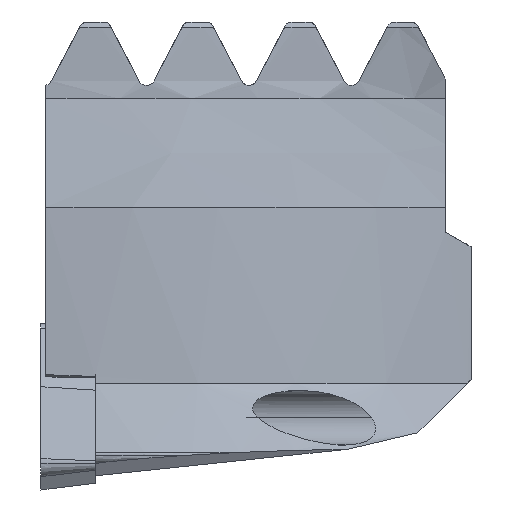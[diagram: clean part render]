
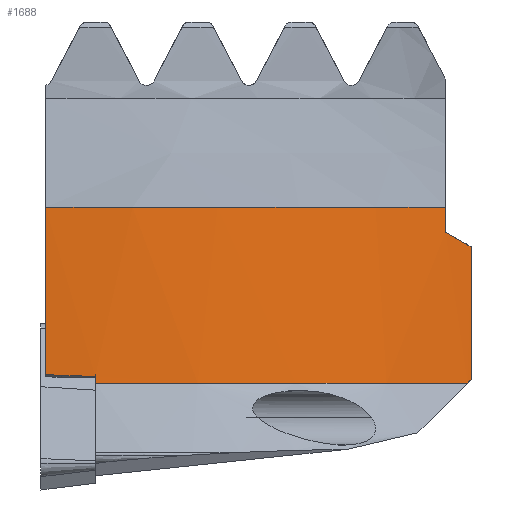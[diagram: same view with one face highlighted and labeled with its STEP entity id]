
A CAD part, left-side view. The second image highlights one B-rep face of the part: STEP entity #1688.
In plain terms, the highlighted cylindrical face has radius 36 mm (diameter 72 mm), a partial arc.
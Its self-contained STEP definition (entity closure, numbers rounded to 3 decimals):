
#1334=VERTEX_POINT('NONE',#3665);
#1460=VERTEX_POINT('NONE',#3804);
#1554=EDGE_CURVE('NONE',#2308,#2508,#3900,.T.);
#1688=ADVANCED_FACE('NONE',(#4052),#4053,.T.);
#1738=VERTEX_POINT('NONE',#4111);
#1740=VERTEX_POINT('NONE',#4113);
#1902=VERTEX_POINT('NONE',#4294);
#1904=EDGE_CURVE('NONE',#1738,#1460,#4296,.T.);
#2046=VERTEX_POINT('NONE',#4449);
#2254=EDGE_CURVE('NONE',#2046,#1740,#4680,.T.);
#2308=VERTEX_POINT('NONE',#4738);
#2508=VERTEX_POINT('NONE',#4953);
#2512=EDGE_CURVE('NONE',#1334,#3226,#4958,.T.);
#2674=EDGE_CURVE('NONE',#1902,#3226,#5138,.T.);
#2694=EDGE_CURVE('NONE',#1460,#2046,#5161,.T.);
#2966=EDGE_CURVE('NONE',#1740,#2508,#5461,.T.);
#3152=EDGE_CURVE('NONE',#1738,#1902,#5667,.T.);
#3226=VERTEX_POINT('NONE',#5745);
#3236=EDGE_CURVE('NONE',#1334,#2308,#5756,.T.);
#3665=CARTESIAN_POINT('',(2.125,-3.18,6.646));
#3804=CARTESIAN_POINT('',(12.096,-25.18,14.234));
#3900=LINE('',#7011,#7012);
#4052=FACE_OUTER_BOUND('',#7336,.T.);
#4053=CYLINDRICAL_SURFACE('',#7337,36.0);
#4111=CARTESIAN_POINT('',(12.096,-25.18,6.459));
#4113=CARTESIAN_POINT('',(10.728,-23.68,16.549));
#4294=CARTESIAN_POINT('',(11.905,-24.98,6.259));
#4296=LINE('',#7926,#7927);
#4449=CARTESIAN_POINT('',(10.728,-23.68,15.1));
#4680=LINE('',#8623,#8624);
#4738=CARTESIAN_POINT('',(2.,-0.28,6.751));
#4953=CARTESIAN_POINT('',(2.,-0.28,16.549));
#4958=LINE('',#9215,#9216);
#5138=CIRCLE('',#9574,36.0);
#5161=(B_SPLINE_CURVE(3,(#9623,#9624,#9625,#9626),.UNSPECIFIED.,.F.,.F.)B_SPLINE_CURVE_WITH_KNOTS((4,4),(0.803,0.86),.UNSPECIFIED.)RATIONAL_B_SPLINE_CURVE((1.0,1.,1.,1.0))BOUNDED_CURVE()REPRESENTATION_ITEM('')GEOMETRIC_REPRESENTATION_ITEM()CURVE());
#5461=CIRCLE('',#10399,36.0);
#5667=(B_SPLINE_CURVE(3,(#10972,#10973,#10974,#10975),.UNSPECIFIED.,.F.,.F.)B_SPLINE_CURVE_WITH_KNOTS((4,4),(3.945,3.952),.UNSPECIFIED.)RATIONAL_B_SPLINE_CURVE((1.0,1.,1.,1.0))BOUNDED_CURVE()REPRESENTATION_ITEM('')GEOMETRIC_REPRESENTATION_ITEM()CURVE());
#5745=CARTESIAN_POINT('',(2.125,-3.18,6.259));
#5756=(B_SPLINE_CURVE(3,(#11213,#11214,#11215,#11216),.UNSPECIFIED.,.F.,.F.)B_SPLINE_CURVE_WITH_KNOTS((4,4),(3.058,3.139),.UNSPECIFIED.)RATIONAL_B_SPLINE_CURVE((1.0,0.999,0.999,1.0))BOUNDED_CURVE()REPRESENTATION_ITEM('')GEOMETRIC_REPRESENTATION_ITEM()CURVE());
#7011=CARTESIAN_POINT('',(2.,-0.28,6.259));
#7012=VECTOR('',#12190,1000.0);
#7336=EDGE_LOOP('',(#12376,#12377,#12378,#12379,#12380,#12381,#12382,#12383,#12384));
#7337=AXIS2_PLACEMENT_3D('',#12385,#12386,#12387);
#7926=CARTESIAN_POINT('',(12.096,-25.18,6.259));
#7927=VECTOR('',#12659,1000.0);
#8623=CARTESIAN_POINT('',(10.728,-23.68,6.259));
#8624=VECTOR('',#13060,1000.0);
#9215=CARTESIAN_POINT('',(2.125,-3.18,6.259));
#9216=VECTOR('',#13333,1000.0);
#9574=AXIS2_PLACEMENT_3D('',#13552,#13553,#13554);
#9623=CARTESIAN_POINT('',(12.096,-25.18,14.234));
#9624=CARTESIAN_POINT('',(11.626,-24.693,14.515));
#9625=CARTESIAN_POINT('',(11.17,-24.193,14.804));
#9626=CARTESIAN_POINT('',(10.728,-23.68,15.1));
#10399=AXIS2_PLACEMENT_3D('',#13953,#13954,#13955);
#10972=CARTESIAN_POINT('',(12.096,-25.18,6.459));
#10973=CARTESIAN_POINT('',(12.032,-25.114,6.393));
#10974=CARTESIAN_POINT('',(11.968,-25.047,6.326));
#10975=CARTESIAN_POINT('',(11.905,-24.98,6.259));
#11213=CARTESIAN_POINT('',(2.125,-3.18,6.646));
#11214=CARTESIAN_POINT('',(2.045,-2.215,6.714));
#11215=CARTESIAN_POINT('',(2.003,-1.248,6.749));
#11216=CARTESIAN_POINT('',(2.,-0.28,6.751));
#12190=DIRECTION('',(0.,0.,1.0));
#12376=ORIENTED_EDGE('',*,*,#3152,.F.);
#12377=ORIENTED_EDGE('',*,*,#1904,.T.);
#12378=ORIENTED_EDGE('',*,*,#2694,.T.);
#12379=ORIENTED_EDGE('',*,*,#2254,.T.);
#12380=ORIENTED_EDGE('',*,*,#2966,.T.);
#12381=ORIENTED_EDGE('',*,*,#1554,.F.);
#12382=ORIENTED_EDGE('',*,*,#3236,.F.);
#12383=ORIENTED_EDGE('',*,*,#2512,.T.);
#12384=ORIENTED_EDGE('',*,*,#2674,.F.);
#12385=CARTESIAN_POINT('',(38.0,-0.18,6.259));
#12386=DIRECTION('',(0.,0.,-1.0));
#12387=DIRECTION('',(0.,1.0,0.));
#12659=DIRECTION('',(0.,0.,1.0));
#13060=DIRECTION('',(0.,0.,1.0));
#13333=DIRECTION('',(0.,0.,-1.0));
#13552=CARTESIAN_POINT('',(38.0,-0.18,6.259));
#13553=DIRECTION('',(0.,0.,-1.0));
#13554=DIRECTION('',(0.,1.0,0.));
#13953=CARTESIAN_POINT('',(38.0,-0.18,16.549));
#13954=DIRECTION('',(0.,0.,-1.0));
#13955=DIRECTION('',(0.,1.0,0.));
